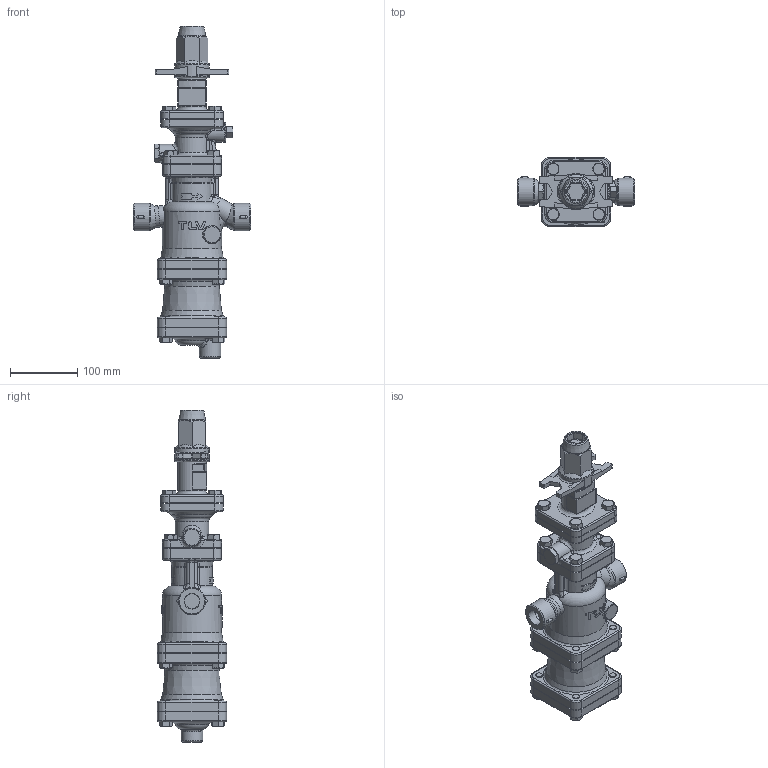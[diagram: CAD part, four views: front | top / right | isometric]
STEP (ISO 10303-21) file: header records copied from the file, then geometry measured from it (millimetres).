
FILE_DESCRIPTION((''),'2;1');
FILE_NAME('cos3x-020-screw-00.stp','2009-09-30T09:25:36',('nakaot'),(''),'Autodesk Inventor 2008','Autodesk Inventor 2008','');
FILE_SCHEMA(('AUTOMOTIVE_DESIGN { 1 0 10303 214 1 1 1 1 }'));
Length unit declared in the file: millimetre
Products named in the file (1): cos3x-020-screw-00
Bounding box: 175 x 103 x 495 mm (x, y, z)
Volume: 2528647.2 mm3; surface area: 246577.8 mm2
Topology: 1 solids, 1 shells, 810 faces, 1971 edges, 1194 vertices
Faces by surface type: plane 302, cylinder 198, bspline 194, torus 54, cone 48, sphere 14
Full cylindrical faces by diameter (mm): 10 x28, 26 x1, 32 x2, 41 x2, 42 x1, 52 x1, 60 x1, 70 x1, 80 x1, 88 x1, 90 x1
Entity records: 43976 total; most frequent: CARTESIAN_POINT 26978, ORIENTED_EDGE 3574, DIRECTION 3245, EDGE_CURVE 1787, AXIS2_PLACEMENT_3D 1283, VERTEX_POINT 1165, EDGE_LOOP 1026, FACE_OUTER_BOUND 809
